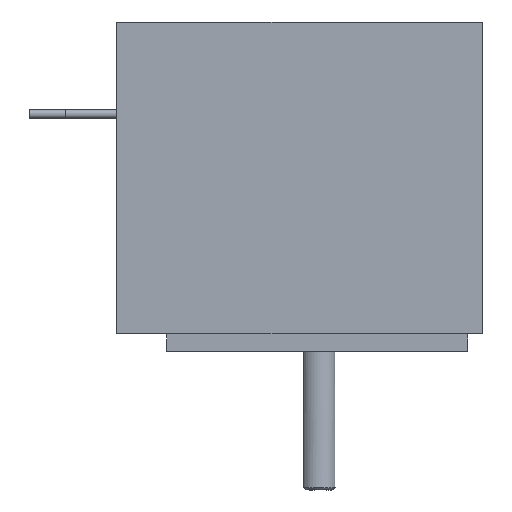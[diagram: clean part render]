
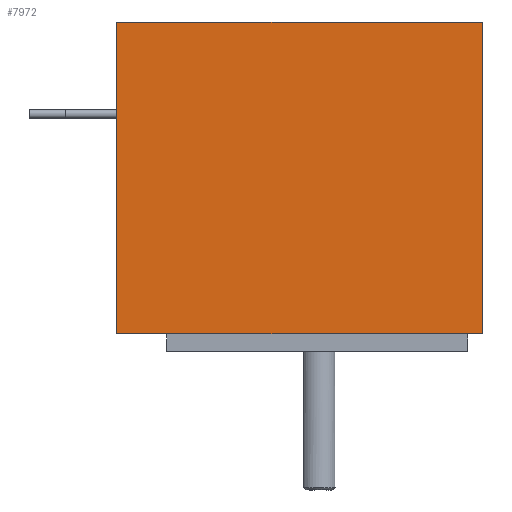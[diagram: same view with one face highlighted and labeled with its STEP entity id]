
A CAD part, front view. The second image highlights one B-rep face of the part: STEP entity #7972.
In plain terms, the highlighted planar face has unit normal (0, -1, 0).
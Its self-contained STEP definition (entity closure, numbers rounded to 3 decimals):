
#640=PLANE('',#8974);
#1086=FACE_OUTER_BOUND('',#1577,.T.);
#1577=EDGE_LOOP('',(#7273,#7274,#7275,#7276));
#2142=LINE('',#13720,#2725);
#2150=LINE('',#13739,#2733);
#2159=LINE('',#13756,#2742);
#2160=LINE('',#13758,#2743);
#2725=VECTOR('',#11434,10.);
#2733=VECTOR('',#11452,10.);
#2742=VECTOR('',#11477,10.);
#2743=VECTOR('',#11480,10.);
#3972=VERTEX_POINT('',#13718);
#3973=VERTEX_POINT('',#13719);
#3978=VERTEX_POINT('',#13736);
#3979=VERTEX_POINT('',#13738);
#5058=EDGE_CURVE('',#3972,#3973,#2142,.T.);
#5068=EDGE_CURVE('',#3978,#3979,#2150,.T.);
#5077=EDGE_CURVE('',#3972,#3979,#2159,.T.);
#5078=EDGE_CURVE('',#3978,#3973,#2160,.T.);
#7273=ORIENTED_EDGE('',*,*,#5078,.T.);
#7274=ORIENTED_EDGE('',*,*,#5058,.F.);
#7275=ORIENTED_EDGE('',*,*,#5077,.T.);
#7276=ORIENTED_EDGE('',*,*,#5068,.F.);
#7972=ADVANCED_FACE('',(#1086),#640,.T.);
#8974=AXIS2_PLACEMENT_3D('',#13759,#11481,#11482);
#11434=DIRECTION('',(-1.,0.,0.));
#11452=DIRECTION('',(1.,0.,0.));
#11477=DIRECTION('',(0.,0.,1.));
#11480=DIRECTION('',(0.,0.,-1.));
#11481=DIRECTION('center_axis',(0.,-1.,0.));
#11482=DIRECTION('ref_axis',(-1.,0.,0.));
#13718=CARTESIAN_POINT('',(61.,-0.3,-2.2));
#13719=CARTESIAN_POINT('',(10.,-0.3,-2.2));
#13720=CARTESIAN_POINT('',(10.,-0.3,-2.2));
#13736=CARTESIAN_POINT('',(10.,-0.3,41.3));
#13738=CARTESIAN_POINT('',(61.,-0.3,41.3));
#13739=CARTESIAN_POINT('',(10.,-0.3,41.3));
#13756=CARTESIAN_POINT('',(61.,-0.3,5.3));
#13758=CARTESIAN_POINT('',(10.,-0.3,5.3));
#13759=CARTESIAN_POINT('Origin',(61.,-0.3,5.3));
